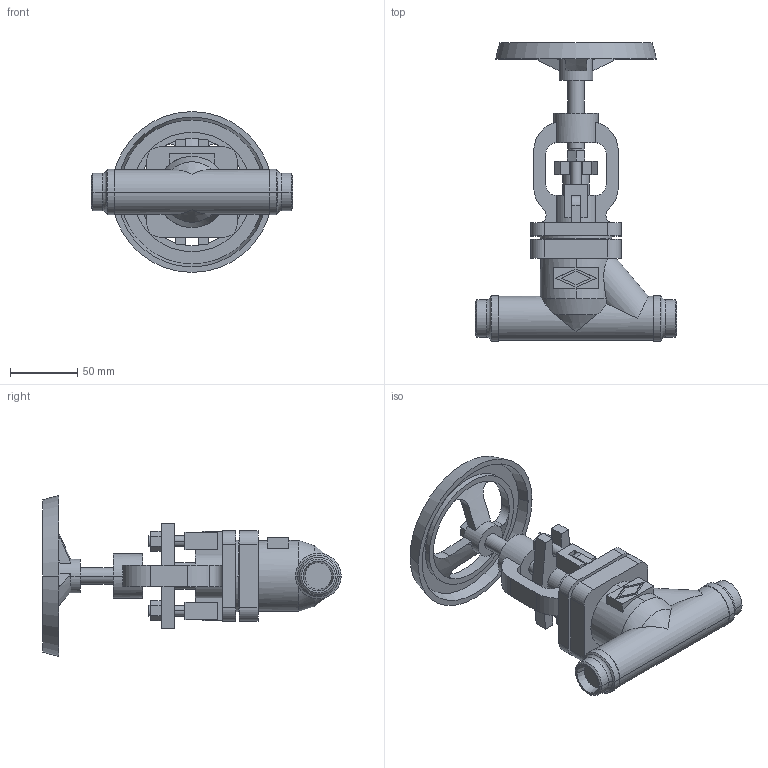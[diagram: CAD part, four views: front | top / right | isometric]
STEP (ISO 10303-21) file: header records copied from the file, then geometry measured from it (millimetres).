
FILE_DESCRIPTION(('OneSpaceDesigner STEP Export'),'2;1');
FILE_NAME('c000001358.stp','2005-01-14T10:25:10',(''),(''),'OneSpace Designer STEP processor (Jan. 2003) for AP203(Solid Model)','OneSpace Designer 12.01D 09-Jul-2004 (C) CoCreate Software GmbH','');
FILE_SCHEMA(('CONFIG_CONTROL_DESIGN'));
Length unit declared in the file: millimetre
Products named in the file (1): 1
Bounding box: 150 x 222.53 x 120 mm (x, y, z)
Volume: 486623.5 mm3; surface area: 95498.6 mm2
Topology: 1 solids, 1 shells, 235 faces, 612 edges, 399 vertices
Faces by surface type: plane 123, cylinder 78, cone 28, torus 4, bspline 2
Entity records: 7823 total; most frequent: CARTESIAN_POINT 2199, ORIENTED_EDGE 1224, DIRECTION 1063, EDGE_CURVE 612, VERTEX_POINT 399, VECTOR 359, LINE 359, AXIS2_PLACEMENT_3D 352
